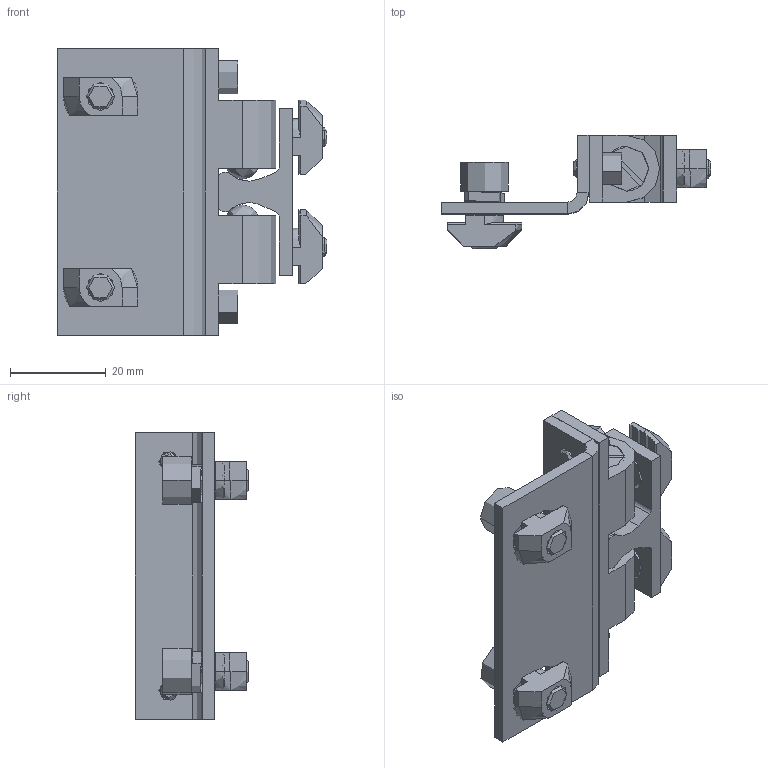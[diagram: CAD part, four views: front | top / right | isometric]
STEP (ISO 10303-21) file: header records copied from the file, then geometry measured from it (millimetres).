
FILE_DESCRIPTION (( 'STEP AP214' ), '1' );
FILE_NAME ('SNSD.30.52.65. Çàùåëêà ìåõàíè÷åñêàÿ øàðèêîâàÿ 30õ30(B74).STEP', '2016-02-17T10:10:09', ( '' ), ( '' ), 'SwSTEP 2.0', 'SolidWorks 2014', '' );
FILE_SCHEMA (( 'AUTOMOTIVE_DESIGN' ));
Length unit declared in the file: millimetre
Products named in the file (26): SNSD.30.51.45. Ò-Ãàéêà Ì4, ïàç 8(D50); B62B66SNSD.30.50.85. 鎔艜 碨闅骫(B59)B62B59B5312B74_00; B62B66SNSD.30.50.85. 鎔艜 碨闅骫(B59)B62B59B5312B74; B62B66SNSD.30.50.85. Çàùåëêà(B59)B62B59B5312B74_00; SNSD.30.51.47. Ò-Ãàéêà Ì6, ïàç 8(D53)_00; B62B66SNSD.30.50.85. Çàùåëêà(B59)B62B59B5312B74; B62B66SNSD.30.50.85. 鏢鍒歑(B59)B62B59B5312B74_00; SNSD.30.51.47. Ò-Ãàéêà Ì6, ïàç 8(D53); B62B66SNSD.30.50.85. 鎔艜 M6x20(B59)B62B59B5312B74_00; B62B66SNSD.30.50.85. 鎔艜 M4x10(B59)B62B59B5312B74_00; B62B66SNSD.30.50.85. 鏢鍒歑(B59)B62B59B5312B74; B62B66SNSD.30.50.85. Êîðïóñ øàðèêîâ(B59)B62B59B5312B74_00; B62B66SNSD.30.50.85. Êîðïóñ çàùåëêè(B59)B62B59B5312B74_00; SNSD.30.52.65. Çàùåëêà ìåõàíè÷åñêàÿ øàðèêîâàÿ 30õ30(B74); B62B66SNSD.30.50.85. 鎔艜 M6x20(B59)B62B59B5312B74; B62B66SNSD.30.50.85. 鎔艜 M4x10(B59)B62B59B5312B74; B62B66SNSD.30.50.85. Êîðïóñ øàðèêîâ(B59)B62B59B5312B74; B62B66SNSD.30.50.85. Êîðïóñ çàùåëêè(B59)B62B59B5312B74; SNSD.30.51.45. Ò-Ãàéêà Ì4, ïàç 8(D50)_00
Assembly tree (17 placements, depth 2):
  SNSD.30.51.45. Ò-Ãàéêà Ì4, ïàç 8(D50)
  B62B66SNSD.30.50.85. 鎔艜 碨闅骫(B59)B62B59B5312B74
  B62B66SNSD.30.50.85. 鎔艜 碨闅骫(B59)B62B59B5312B74
  B62B66SNSD.30.50.85. Çàùåëêà(B59)B62B59B5312B74
  SNSD.30.51.47. Ò-Ãàéêà Ì6, ïàç 8(D53)
Bounding box: 56.5 x 23.7 x 60 mm (x, y, z)
Volume: 19105.9 mm3; surface area: 15244 mm2
Topology: 15 solids, 15 shells, 413 faces, 1019 edges, 652 vertices
Faces by surface type: plane 248, cylinder 93, cone 64, sphere 4, bspline 4
Entity records: 8681 total; most frequent: CARTESIAN_POINT 1634, DIRECTION 1327, ORIENTED_EDGE 1282, EDGE_CURVE 641, AXIS2_PLACEMENT_3D 455, LINE 417, VECTOR 417, VERTEX_POINT 406
